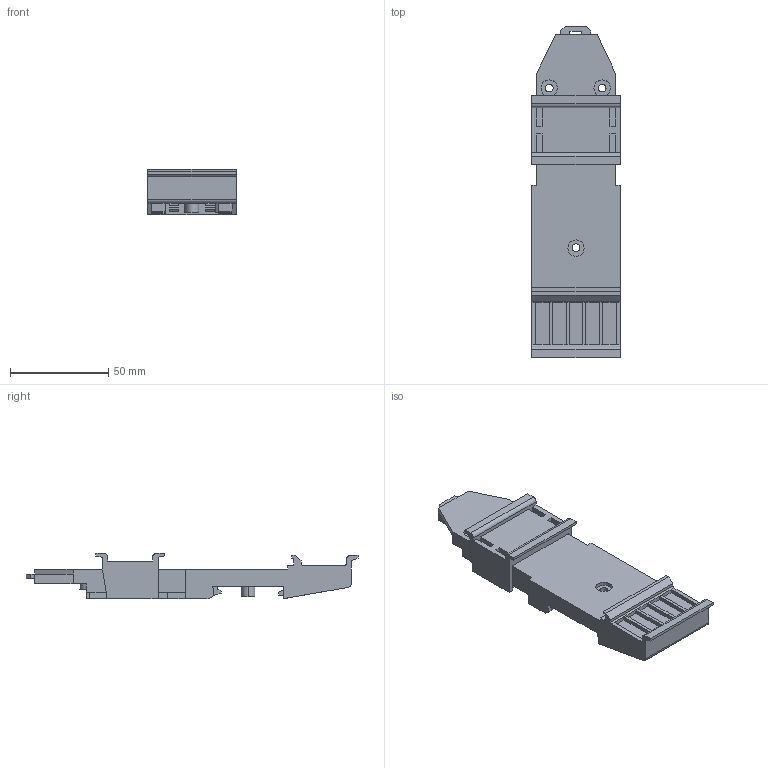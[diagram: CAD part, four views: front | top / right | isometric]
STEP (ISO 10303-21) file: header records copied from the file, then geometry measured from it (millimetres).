
FILE_DESCRIPTION (( 'STEP AP214' ), '1' );
FILE_NAME ('UMP45.STEP', '2011-02-07T19:16:28', ( ' ' ), ( ' ' ), 'SwSTEP 2.0', 'SolidWorks 2009', '' );
FILE_SCHEMA (( 'AUTOMOTIVE_DESIGN' ));
Length unit declared in the file: millimetre
Products named in the file (1): UMP45
Bounding box: 45 x 168.59 x 23 mm (x, y, z)
Volume: 46054.8 mm3; surface area: 38882.5 mm2
Topology: 1 solids, 1 shells, 383 faces, 1083 edges, 704 vertices
Faces by surface type: plane 345, cylinder 38
Entity records: 16432 total; most frequent: CARTESIAN_POINT 2171, ORIENTED_EDGE 2166, DIRECTION 1943, EDGE_CURVE 1083, VECTOR 991, LINE 991, VERTEX_POINT 704, AXIS2_PLACEMENT_3D 476
